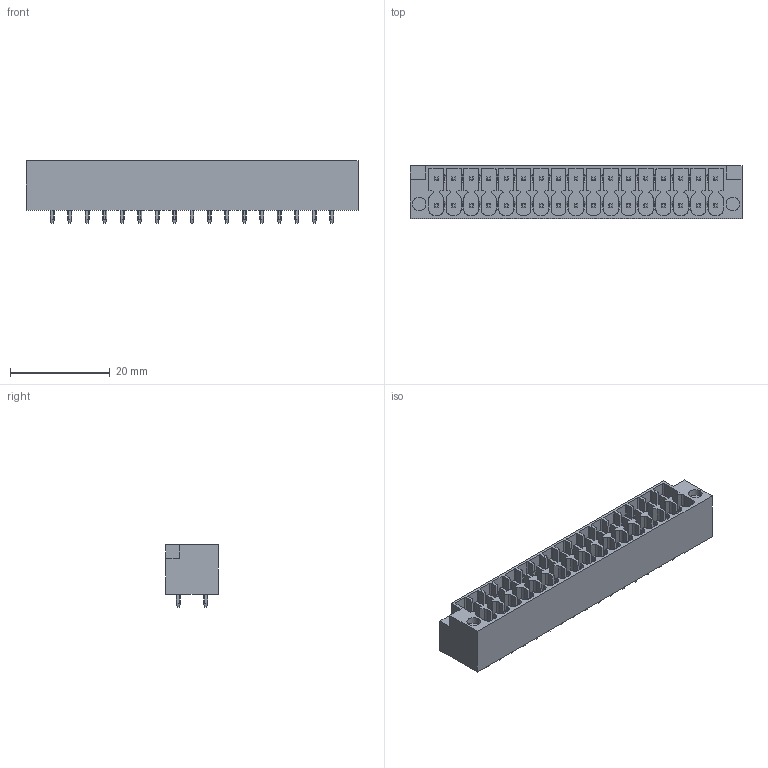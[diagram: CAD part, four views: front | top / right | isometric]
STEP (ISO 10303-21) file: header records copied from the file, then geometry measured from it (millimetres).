
FILE_DESCRIPTION((''),'2;1');
FILE_NAME('TLPHDW-010V','2024-09-18T10:37:07',('tluser'),(''),'CREO PARAMETRIC BY PTC INC, 2018100','CREO PARAMETRIC BY PTC INC, 2018100','');
FILE_SCHEMA(('CONFIG_CONTROL_DESIGN'));
Length unit declared in the file: millimetre
Products named in the file (1): TLPHDW-010V
Bounding box: 66.5 x 10.6 x 12.6 mm (x, y, z)
Volume: 4629.9 mm3; surface area: 5855.2 mm2
Topology: 1 solids, 1 shells, 1499 faces, 4278 edges, 2852 vertices
Faces by surface type: plane 959, cylinder 540
Entity records: 49624 total; most frequent: CARTESIAN_POINT 10703, ORIENTED_EDGE 8556, DIRECTION 7540, EDGE_CURVE 4278, VECTOR 2926, LINE 2926, VERTEX_POINT 2852, AXIS2_PLACEMENT_3D 2307
